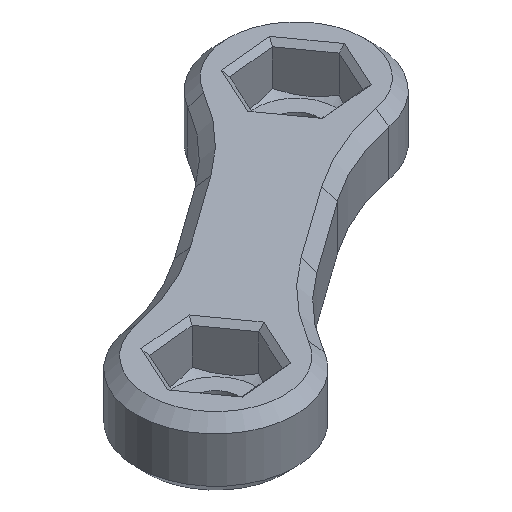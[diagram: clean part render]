
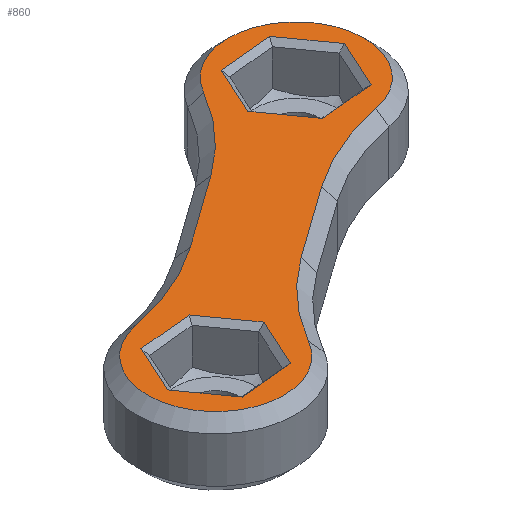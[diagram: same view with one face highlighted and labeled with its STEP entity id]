
A CAD part, isometric view. The second image highlights one B-rep face of the part: STEP entity #860.
In plain terms, the highlighted planar face has unit normal (0, 0, 1).
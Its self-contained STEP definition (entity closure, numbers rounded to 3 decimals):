
#51=FACE_BOUND('',#117,.T.);
#52=FACE_BOUND('',#118,.T.);
#58=FACE_OUTER_BOUND('',#116,.T.);
#116=EDGE_LOOP('',(#589,#590,#591,#592,#593,#594,#595,#596));
#117=EDGE_LOOP('',(#597,#598,#599,#600,#601,#602));
#118=EDGE_LOOP('',(#603,#604,#605,#606,#607,#608));
#181=CIRCLE('',#939,21.);
#182=CIRCLE('',#940,6.);
#183=CIRCLE('',#941,21.);
#184=CIRCLE('',#942,21.);
#185=CIRCLE('',#943,6.);
#186=CIRCLE('',#944,21.);
#211=LINE('',#1308,#295);
#212=LINE('',#1316,#296);
#213=LINE('',#1324,#297);
#214=LINE('',#1326,#298);
#215=LINE('',#1328,#299);
#216=LINE('',#1330,#300);
#217=LINE('',#1332,#301);
#218=LINE('',#1333,#302);
#219=LINE('',#1336,#303);
#220=LINE('',#1338,#304);
#221=LINE('',#1340,#305);
#222=LINE('',#1342,#306);
#223=LINE('',#1344,#307);
#224=LINE('',#1345,#308);
#295=VECTOR('',#1047,10.);
#296=VECTOR('',#1054,10.);
#297=VECTOR('',#1061,10.);
#298=VECTOR('',#1062,10.);
#299=VECTOR('',#1063,10.);
#300=VECTOR('',#1064,10.);
#301=VECTOR('',#1065,10.);
#302=VECTOR('',#1066,10.);
#303=VECTOR('',#1067,10.);
#304=VECTOR('',#1068,10.);
#305=VECTOR('',#1069,10.);
#306=VECTOR('',#1070,10.);
#307=VECTOR('',#1071,10.);
#308=VECTOR('',#1072,10.);
#385=VERTEX_POINT('',#1306);
#386=VERTEX_POINT('',#1307);
#387=VERTEX_POINT('',#1309);
#388=VERTEX_POINT('',#1311);
#389=VERTEX_POINT('',#1313);
#390=VERTEX_POINT('',#1315);
#391=VERTEX_POINT('',#1317);
#392=VERTEX_POINT('',#1319);
#393=VERTEX_POINT('',#1322);
#394=VERTEX_POINT('',#1323);
#395=VERTEX_POINT('',#1325);
#396=VERTEX_POINT('',#1327);
#397=VERTEX_POINT('',#1329);
#398=VERTEX_POINT('',#1331);
#399=VERTEX_POINT('',#1334);
#400=VERTEX_POINT('',#1335);
#401=VERTEX_POINT('',#1337);
#402=VERTEX_POINT('',#1339);
#403=VERTEX_POINT('',#1341);
#404=VERTEX_POINT('',#1343);
#461=EDGE_CURVE('',#385,#386,#211,.T.);
#462=EDGE_CURVE('',#386,#387,#181,.T.);
#463=EDGE_CURVE('',#387,#388,#182,.T.);
#464=EDGE_CURVE('',#388,#389,#183,.T.);
#465=EDGE_CURVE('',#389,#390,#212,.T.);
#466=EDGE_CURVE('',#390,#391,#184,.T.);
#467=EDGE_CURVE('',#391,#392,#185,.T.);
#468=EDGE_CURVE('',#392,#385,#186,.T.);
#469=EDGE_CURVE('',#393,#394,#213,.T.);
#470=EDGE_CURVE('',#394,#395,#214,.T.);
#471=EDGE_CURVE('',#395,#396,#215,.T.);
#472=EDGE_CURVE('',#396,#397,#216,.T.);
#473=EDGE_CURVE('',#397,#398,#217,.T.);
#474=EDGE_CURVE('',#398,#393,#218,.T.);
#475=EDGE_CURVE('',#399,#400,#219,.T.);
#476=EDGE_CURVE('',#400,#401,#220,.T.);
#477=EDGE_CURVE('',#401,#402,#221,.T.);
#478=EDGE_CURVE('',#402,#403,#222,.T.);
#479=EDGE_CURVE('',#403,#404,#223,.T.);
#480=EDGE_CURVE('',#404,#399,#224,.T.);
#589=ORIENTED_EDGE('',*,*,#461,.T.);
#590=ORIENTED_EDGE('',*,*,#462,.T.);
#591=ORIENTED_EDGE('',*,*,#463,.T.);
#592=ORIENTED_EDGE('',*,*,#464,.T.);
#593=ORIENTED_EDGE('',*,*,#465,.T.);
#594=ORIENTED_EDGE('',*,*,#466,.T.);
#595=ORIENTED_EDGE('',*,*,#467,.T.);
#596=ORIENTED_EDGE('',*,*,#468,.T.);
#597=ORIENTED_EDGE('',*,*,#469,.T.);
#598=ORIENTED_EDGE('',*,*,#470,.T.);
#599=ORIENTED_EDGE('',*,*,#471,.T.);
#600=ORIENTED_EDGE('',*,*,#472,.T.);
#601=ORIENTED_EDGE('',*,*,#473,.T.);
#602=ORIENTED_EDGE('',*,*,#474,.T.);
#603=ORIENTED_EDGE('',*,*,#475,.T.);
#604=ORIENTED_EDGE('',*,*,#476,.T.);
#605=ORIENTED_EDGE('',*,*,#477,.T.);
#606=ORIENTED_EDGE('',*,*,#478,.T.);
#607=ORIENTED_EDGE('',*,*,#479,.T.);
#608=ORIENTED_EDGE('',*,*,#480,.T.);
#826=PLANE('',#938);
#860=ADVANCED_FACE('',(#58,#51,#52),#826,.F.);
#938=AXIS2_PLACEMENT_3D('',#1305,#1045,#1046);
#939=AXIS2_PLACEMENT_3D('',#1310,#1048,#1049);
#940=AXIS2_PLACEMENT_3D('',#1312,#1050,#1051);
#941=AXIS2_PLACEMENT_3D('',#1314,#1052,#1053);
#942=AXIS2_PLACEMENT_3D('',#1318,#1055,#1056);
#943=AXIS2_PLACEMENT_3D('',#1320,#1057,#1058);
#944=AXIS2_PLACEMENT_3D('',#1321,#1059,#1060);
#1045=DIRECTION('center_axis',(0.,0.,
-1.));
#1046=DIRECTION('ref_axis',(0.581,-0.814,0.));
#1047=DIRECTION('',(0.814,0.581,0.));
#1048=DIRECTION('center_axis',(0.,0.,
-1.));
#1049=DIRECTION('ref_axis',(-0.393,0.92,0.));
#1050=DIRECTION('center_axis',(0.,0.,
1.));
#1051=DIRECTION('ref_axis',(-0.581,0.814,0.));
#1052=DIRECTION('center_axis',(0.,0.,
-1.));
#1053=DIRECTION('ref_axis',(0.743,-0.669,0.));
#1054=DIRECTION('',(-0.814,-0.581,0.));
#1055=DIRECTION('center_axis',(0.,0.,
-1.));
#1056=DIRECTION('ref_axis',(0.393,-0.92,0.));
#1057=DIRECTION('center_axis',(0.,0.,
1.));
#1058=DIRECTION('ref_axis',(-0.581,0.814,0.));
#1059=DIRECTION('center_axis',(0.,0.,
-1.));
#1060=DIRECTION('ref_axis',(-0.743,0.669,0.));
#1061=DIRECTION('',(-0.414,-0.91,0.));
#1062=DIRECTION('',(-0.995,-0.097,0.));
#1063=DIRECTION('',(-0.581,0.814,0.));
#1064=DIRECTION('',(0.414,0.91,0.));
#1065=DIRECTION('',(0.995,0.097,0.));
#1066=DIRECTION('',(0.581,-0.814,0.));
#1067=DIRECTION('',(-0.414,-0.91,0.));
#1068=DIRECTION('',(-0.995,-0.097,0.));
#1069=DIRECTION('',(-0.581,0.814,0.));
#1070=DIRECTION('',(0.414,0.91,0.));
#1071=DIRECTION('',(0.995,0.097,0.));
#1072=DIRECTION('',(0.581,-0.814,0.));
#1305=CARTESIAN_POINT('Origin',(26.207,-28.863,33.33));
#1306=CARTESIAN_POINT('',(26.287,-33.108,33.33));
#1307=CARTESIAN_POINT('',(32.638,-28.57,33.33));
#1308=CARTESIAN_POINT('',(34.649,-27.133,33.33));
#1309=CARTESIAN_POINT('',(40.949,-25.021,33.33));
#1310=CARTESIAN_POINT('Origin',(44.847,-45.656,33.33));
#1311=CARTESIAN_POINT('',(34.619,-16.161,33.33));
#1312=CARTESIAN_POINT('Origin',(39.836,-19.125,33.33));
#1313=CARTESIAN_POINT('',(28.569,-22.874,33.33));
#1314=CARTESIAN_POINT('Origin',(16.36,-5.788,33.33));
#1315=CARTESIAN_POINT('',(22.217,-27.413,33.33));
#1316=CARTESIAN_POINT('',(21.223,-28.123,33.33));
#1317=CARTESIAN_POINT('',(13.906,-30.961,33.33));
#1318=CARTESIAN_POINT('Origin',(10.008,-10.326,33.33));
#1319=CARTESIAN_POINT('',(20.237,-39.821,33.33));
#1320=CARTESIAN_POINT('Origin',(15.02,-36.857,33.33));
#1321=CARTESIAN_POINT('Origin',(38.496,-50.194,33.33));
#1322=CARTESIAN_POINT('',(19.732,-36.399,33.33));
#1323=CARTESIAN_POINT('',(17.772,-40.709,33.33));
#1324=CARTESIAN_POINT('',(21.455,-32.609,33.33));
#1325=CARTESIAN_POINT('',(13.06,-41.167,33.33));
#1326=CARTESIAN_POINT('',(21.917,-40.307,33.33));
#1327=CARTESIAN_POINT('',(10.308,-37.315,33.33));
#1328=CARTESIAN_POINT('',(12.271,-40.063,33.33));
#1329=CARTESIAN_POINT('',(12.267,-33.005,33.33));
#1330=CARTESIAN_POINT('',(13.155,-31.054,33.33));
#1331=CARTESIAN_POINT('',(16.979,-32.547,33.33));
#1332=CARTESIAN_POINT('',(19.113,-32.34,33.33));
#1333=CARTESIAN_POINT('',(17.768,-33.651,33.33));
#1334=CARTESIAN_POINT('',(44.548,-18.667,33.33));
#1335=CARTESIAN_POINT('',(42.588,-22.977,33.33));
#1336=CARTESIAN_POINT('',(40.76,-26.998,33.33));
#1337=CARTESIAN_POINT('',(37.876,-23.435,33.33));
#1338=CARTESIAN_POINT('',(33.48,-23.862,33.33));
#1339=CARTESIAN_POINT('',(35.123,-19.583,33.33));
#1340=CARTESIAN_POINT('',(37.087,-22.331,33.33));
#1341=CARTESIAN_POINT('',(37.083,-15.273,33.33));
#1342=CARTESIAN_POINT('',(32.459,-25.443,33.33));
#1343=CARTESIAN_POINT('',(41.795,-14.815,33.33));
#1344=CARTESIAN_POINT('',(30.676,-15.895,33.33));
#1345=CARTESIAN_POINT('',(42.584,-15.919,33.33));
